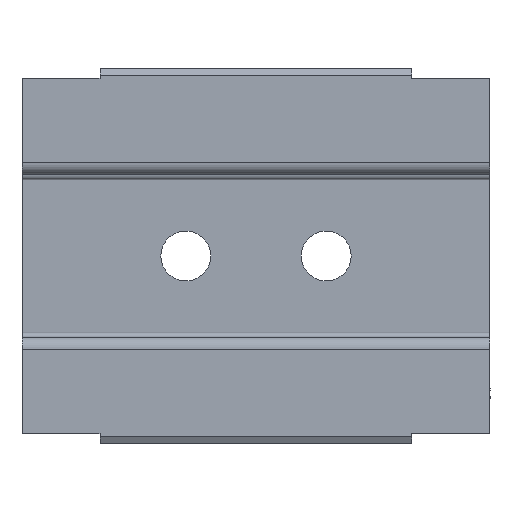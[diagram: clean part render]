
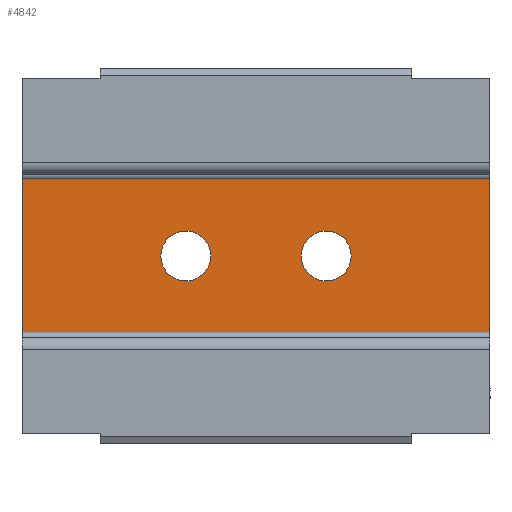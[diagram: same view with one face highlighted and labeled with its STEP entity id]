
A CAD part, front view. The second image highlights one B-rep face of the part: STEP entity #4842.
In plain terms, the highlighted planar face has unit normal (0, -1, 0).
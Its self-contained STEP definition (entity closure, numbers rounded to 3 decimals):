
#71 = CARTESIAN_POINT ( 'NONE',  ( -57.5, 2.7, -2.85 ) ) ;
#704 = DIRECTION ( 'NONE',  ( 0., 0., 1. ) ) ;
#705 = VECTOR ( 'NONE', #704, 1000. ) ;
#706 = CARTESIAN_POINT ( 'NONE',  ( -42.5, 2.7, -3. ) ) ;
#707 = LINE ( 'NONE', #706, #705 ) ;
#708 = CARTESIAN_POINT ( 'NONE',  ( -42.5, 2.7, 2.85 ) ) ;
#1125 = CARTESIAN_POINT ( 'NONE',  ( -42.5, 2.7, -2.85 ) ) ;
#4265 = EDGE_CURVE ( 'NONE', #4266, #4289, #20432, .T. ) ;
#4266 = VERTEX_POINT ( 'NONE', #20477 ) ;
#4270 = VERTEX_POINT ( 'NONE', #20411 ) ;
#4289 = VERTEX_POINT ( 'NONE', #20891 ) ;
#4320 = VERTEX_POINT ( 'NONE', #5065 ) ;
#4321 = EDGE_CURVE ( 'NONE', #4320, #4270, #5143, .T. ) ;
#4709 = ORIENTED_EDGE ( 'NONE', *, *, #4805, .F. ) ;
#4726 = EDGE_LOOP ( 'NONE', ( #4852, #4881 ) ) ;
#4805 = EDGE_CURVE ( 'NONE', #4270, #4320, #17009, .T. ) ;
#4842 = ADVANCED_FACE ( 'NONE', ( #17343, #17348, #17347 ), #17345, .F. ) ;
#4846 = EDGE_CURVE ( 'NONE', #11522, #10732, #17323, .T. ) ;
#4852 = ORIENTED_EDGE ( 'NONE', *, *, #4265, .F. ) ;
#4857 = ORIENTED_EDGE ( 'NONE', *, *, #4846, .T. ) ;
#4860 = ORIENTED_EDGE ( 'NONE', *, *, #10734, .T. ) ;
#4872 = EDGE_CURVE ( 'NONE', #4289, #4266, #17016, .T. ) ;
#4876 = ORIENTED_EDGE ( 'NONE', *, *, #4321, .F. ) ;
#4881 = ORIENTED_EDGE ( 'NONE', *, *, #4872, .F. ) ;
#4892 = EDGE_CURVE ( 'NONE', #10927, #11842, #17635, .T. ) ;
#4921 = EDGE_LOOP ( 'NONE', ( #4860, #4927, #4922, #4857 ) ) ;
#4922 = ORIENTED_EDGE ( 'NONE', *, *, #11524, .T. ) ;
#4927 = ORIENTED_EDGE ( 'NONE', *, *, #4892, .T. ) ;
#4933 = EDGE_LOOP ( 'NONE', ( #4876, #4709 ) ) ;
#5057 = DIRECTION ( 'NONE',  ( 0., 0., 1. ) ) ;
#5058 = DIRECTION ( 'NONE',  ( 0., -1., 0. ) ) ;
#5059 = CARTESIAN_POINT ( 'NONE',  ( -47.75, 2.7, 0. ) ) ;
#5065 = CARTESIAN_POINT ( 'NONE',  ( -47.75, 2.7, 0.8 ) ) ;
#5141 = AXIS2_PLACEMENT_3D ( 'NONE', #5059, #5058, #5057 ) ;
#5143 = CIRCLE ( 'NONE', #5141, 0.8 ) ;
#6372 = DIRECTION ( 'NONE',  ( 0., 0., -1. ) ) ;
#6373 = VECTOR ( 'NONE', #6372, 1000. ) ;
#6374 = CARTESIAN_POINT ( 'NONE',  ( -57.5, 2.7, -3. ) ) ;
#6375 = LINE ( 'NONE', #6374, #6373 ) ;
#6393 = CARTESIAN_POINT ( 'NONE',  ( -57.5, 2.7, 2.85 ) ) ;
#10732 = VERTEX_POINT ( 'NONE', #6393 ) ;
#10734 = EDGE_CURVE ( 'NONE', #10732, #10927, #6375, .T. ) ;
#10927 = VERTEX_POINT ( 'NONE', #71 ) ;
#11522 = VERTEX_POINT ( 'NONE', #708 ) ;
#11524 = EDGE_CURVE ( 'NONE', #11842, #11522, #707, .T. ) ;
#11842 = VERTEX_POINT ( 'NONE', #1125 ) ;
#16912 = CARTESIAN_POINT ( 'NONE',  ( -47.75, 2.7, 0. ) ) ;
#16919 = DIRECTION ( 'NONE',  ( 0., 0., 1. ) ) ;
#16920 = DIRECTION ( 'NONE',  ( 0., -1., 0. ) ) ;
#16968 = AXIS2_PLACEMENT_3D ( 'NONE', #16912, #16920, #16919 ) ;
#17009 = CIRCLE ( 'NONE', #16968, 0.8 ) ;
#17016 = CIRCLE ( 'NONE', #17077, 0.8 ) ;
#17066 = CARTESIAN_POINT ( 'NONE',  ( -52.25, 2.7, 0. ) ) ;
#17075 = DIRECTION ( 'NONE',  ( 0., 0., 1. ) ) ;
#17076 = DIRECTION ( 'NONE',  ( 0., -1., 0. ) ) ;
#17077 = AXIS2_PLACEMENT_3D ( 'NONE', #17066, #17076, #17075 ) ;
#17281 = DIRECTION ( 'NONE',  ( 0., 0., 1. ) ) ;
#17282 = DIRECTION ( 'NONE',  ( 0., 1., 0. ) ) ;
#17283 = CARTESIAN_POINT ( 'NONE',  ( -200., 2.7, -3. ) ) ;
#17284 = AXIS2_PLACEMENT_3D ( 'NONE', #17283, #17282, #17281 ) ;
#17322 = CARTESIAN_POINT ( 'NONE',  ( -57.5, 2.7, 2.85 ) ) ;
#17323 = LINE ( 'NONE', #17322, #17339 ) ;
#17338 = DIRECTION ( 'NONE',  ( -1., 0., 0. ) ) ;
#17339 = VECTOR ( 'NONE', #17338, 1000. ) ;
#17343 = FACE_BOUND ( 'NONE', #4933, .T. ) ;
#17345 = PLANE ( 'NONE',  #17284 ) ;
#17347 = FACE_OUTER_BOUND ( 'NONE', #4921, .T. ) ;
#17348 = FACE_BOUND ( 'NONE', #4726, .T. ) ;
#17635 = LINE ( 'NONE', #17655, #17658 ) ;
#17655 = CARTESIAN_POINT ( 'NONE',  ( -42.5, 2.7, -2.85 ) ) ;
#17657 = DIRECTION ( 'NONE',  ( 1., 0., 0. ) ) ;
#17658 = VECTOR ( 'NONE', #17657, 1000. ) ;
#20411 = CARTESIAN_POINT ( 'NONE',  ( -47.75, 2.7, -0.8 ) ) ;
#20431 = AXIS2_PLACEMENT_3D ( 'NONE', #20480, #20479, #20478 ) ;
#20432 = CIRCLE ( 'NONE', #20431, 0.8 ) ;
#20477 = CARTESIAN_POINT ( 'NONE',  ( -52.25, 2.7, 0.8 ) ) ;
#20478 = DIRECTION ( 'NONE',  ( 0., 0., 1. ) ) ;
#20479 = DIRECTION ( 'NONE',  ( 0., -1., 0. ) ) ;
#20480 = CARTESIAN_POINT ( 'NONE',  ( -52.25, 2.7, 0. ) ) ;
#20891 = CARTESIAN_POINT ( 'NONE',  ( -52.25, 2.7, -0.8 ) ) ;
